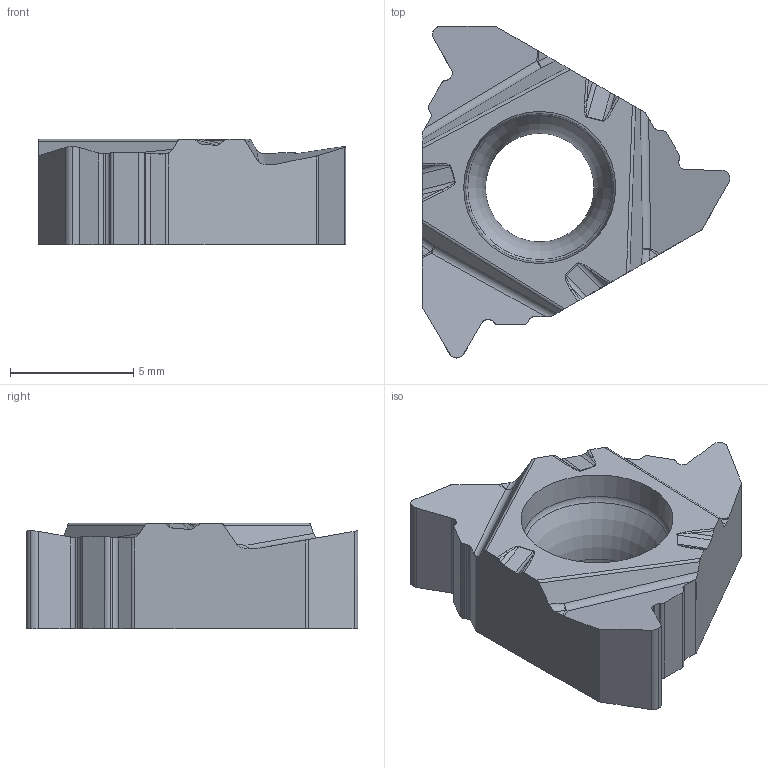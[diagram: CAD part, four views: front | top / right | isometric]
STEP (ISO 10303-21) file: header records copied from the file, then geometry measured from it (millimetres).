
FILE_DESCRIPTION(/* description */ (''),/* implementation_level */ '2;1');
FILE_NAME(/* name */ '1577176137031.stp',/* time_stamp */ '2019-12-24T13:59:10+05:00',/* author */ (''),/* organization */ ('SMS'),/* preprocessor_version */ 'ST-DEVELOPER v16.7',/* originating_system */ 'SIEMENS PLM Software NX 12.0',/* authorisation */ '');
FILE_SCHEMA (('AUTOMOTIVE_DESIGN { 1 0 10303 214 3 1 1 1 }'));
Length unit declared in the file: millimetre
Products named in the file (1): 202743173mod000_00
Bounding box: 12.47 x 13.44 x 4.27 mm (x, y, z)
Volume: 319 mm3; surface area: 404.9 mm2
Topology: 1 solids, 1 shells, 120 faces, 335 edges, 216 vertices
Faces by surface type: cylinder 55, plane 47, bspline 12, sphere 3, torus 2, cone 1
Full cylindrical faces by diameter (mm): 4.4 x1
Entity records: 4491 total; most frequent: CARTESIAN_POINT 1341, DIRECTION 670, ORIENTED_EDGE 652, EDGE_CURVE 326, AXIS2_PLACEMENT_3D 242, VERTEX_POINT 212, LINE 186, VECTOR 186
